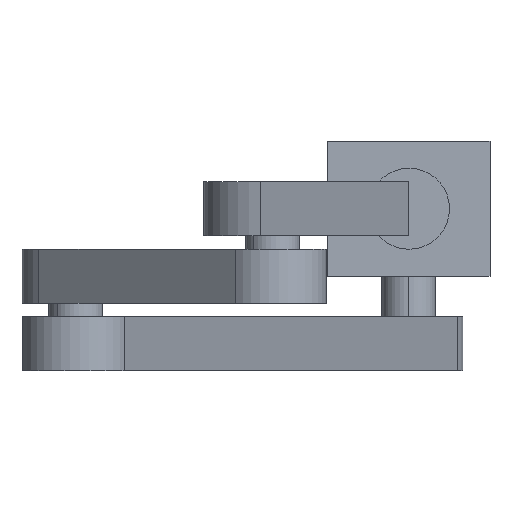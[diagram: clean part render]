
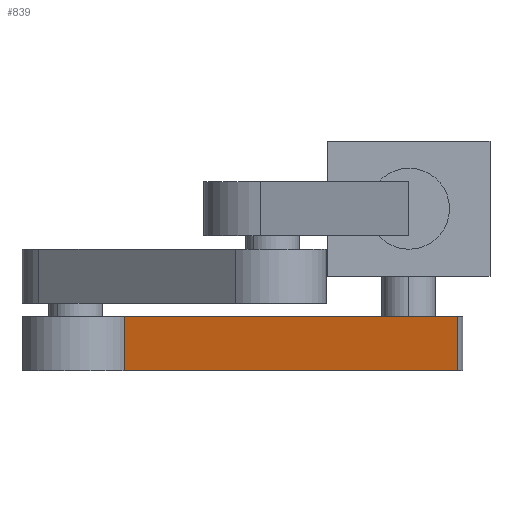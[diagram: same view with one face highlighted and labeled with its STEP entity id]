
A CAD part, left-side view. The second image highlights one B-rep face of the part: STEP entity #839.
In plain terms, the highlighted face is planar.
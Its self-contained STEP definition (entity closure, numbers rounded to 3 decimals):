
#83 = PLANE ( 'NONE',  #90 ) ;
#90 = AXIS2_PLACEMENT_3D ( 'NONE', #826, #833, #232 ) ;
#129 = EDGE_CURVE ( 'NONE', #861, #149, #1442, .T. ) ;
#149 = VERTEX_POINT ( 'NONE', #1219 ) ;
#151 = DIRECTION ( 'NONE',  ( 0., 0., -1. ) ) ;
#232 = DIRECTION ( 'NONE',  ( 0., 0., 1. ) ) ;
#235 = DIRECTION ( 'NONE',  ( 0., 0., 1. ) ) ;
#286 = LINE ( 'NONE', #395, #1243 ) ;
#340 = FACE_OUTER_BOUND ( 'NONE', #377, .T. ) ;
#377 = EDGE_LOOP ( 'NONE', ( #381, #544, #440, #1524 ) ) ;
#381 = ORIENTED_EDGE ( 'NONE', *, *, #945, .F. ) ;
#382 = CARTESIAN_POINT ( 'NONE',  ( 40., 20., 10. ) ) ;
#390 = VECTOR ( 'NONE', #235, 1000. ) ;
#395 = CARTESIAN_POINT ( 'NONE',  ( 40., 20., 10. ) ) ;
#439 = CARTESIAN_POINT ( 'NONE',  ( 40., 300., 10. ) ) ;
#440 = ORIENTED_EDGE ( 'NONE', *, *, #1373, .T. ) ;
#544 = ORIENTED_EDGE ( 'NONE', *, *, #1074, .T. ) ;
#561 = VERTEX_POINT ( 'NONE', #382 ) ;
#826 = CARTESIAN_POINT ( 'NONE',  ( 40., 0., 10. ) ) ;
#833 = DIRECTION ( 'NONE',  ( -1., 0., 0. ) ) ;
#839 = ADVANCED_FACE ( 'NONE', ( #340 ), #83, .F. ) ;
#850 = CARTESIAN_POINT ( 'NONE',  ( 40., 0., 10. ) ) ;
#861 = VERTEX_POINT ( 'NONE', #1566 ) ;
#945 = EDGE_CURVE ( 'NONE', #561, #149, #1494, .T. ) ;
#961 = DIRECTION ( 'NONE',  ( 0., 1., 0. ) ) ;
#1033 = VECTOR ( 'NONE', #1473, 1000. ) ;
#1074 = EDGE_CURVE ( 'NONE', #561, #1559, #286, .T. ) ;
#1177 = VECTOR ( 'NONE', #961, 1000. ) ;
#1219 = CARTESIAN_POINT ( 'NONE',  ( 40., 300., 10. ) ) ;
#1243 = VECTOR ( 'NONE', #151, 1000. ) ;
#1278 = CARTESIAN_POINT ( 'NONE',  ( 40., 20., -10. ) ) ;
#1349 = CARTESIAN_POINT ( 'NONE',  ( 40., 0., -10. ) ) ;
#1373 = EDGE_CURVE ( 'NONE', #1559, #861, #1583, .T. ) ;
#1442 = LINE ( 'NONE', #439, #390 ) ;
#1473 = DIRECTION ( 'NONE',  ( 0., 1., 0. ) ) ;
#1494 = LINE ( 'NONE', #850, #1033 ) ;
#1524 = ORIENTED_EDGE ( 'NONE', *, *, #129, .T. ) ;
#1559 = VERTEX_POINT ( 'NONE', #1278 ) ;
#1566 = CARTESIAN_POINT ( 'NONE',  ( 40., 300., -10. ) ) ;
#1583 = LINE ( 'NONE', #1349, #1177 ) ;
